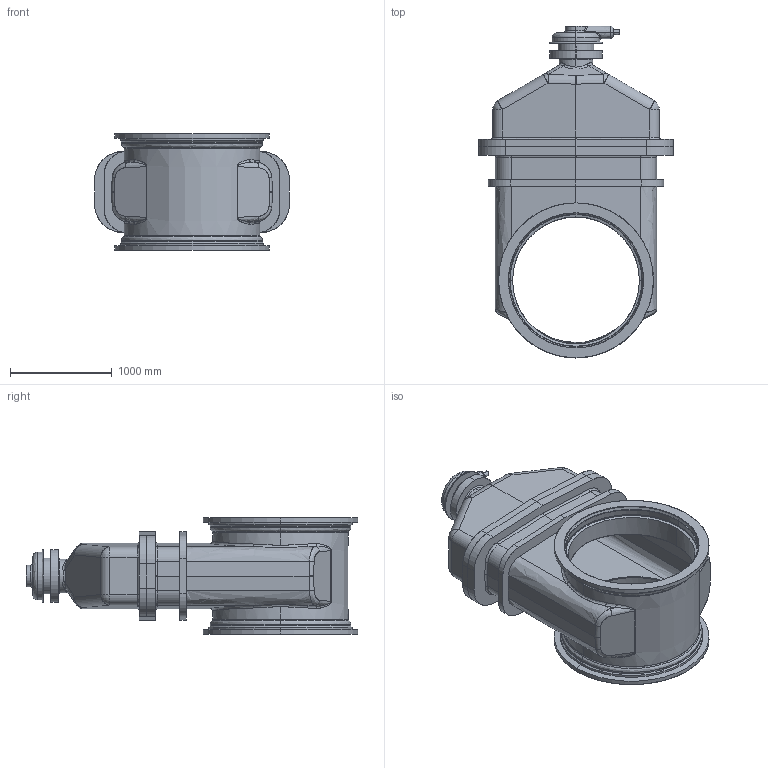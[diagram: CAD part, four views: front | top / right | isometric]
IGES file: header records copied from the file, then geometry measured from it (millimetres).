
Start section: SolidWorks IGES file using analytic representation for surfaces
Global section: file name: 48 MM Bevel.IGS; native system: SolidWorks 2018; preprocessor: SolidWorks 2018; author: shasan; date: 200826.113519; units: inch
Bounding box: 1917.7 x 3265.47 x 1143 mm (x, y, z)
Surface area: 28205407.5 mm2 (no closed solid volume)
Topology: 0 solids, 0 shells, 358 faces, 5785 edges, 5785 vertices
Faces by surface type: revolution 183, bspline 175
